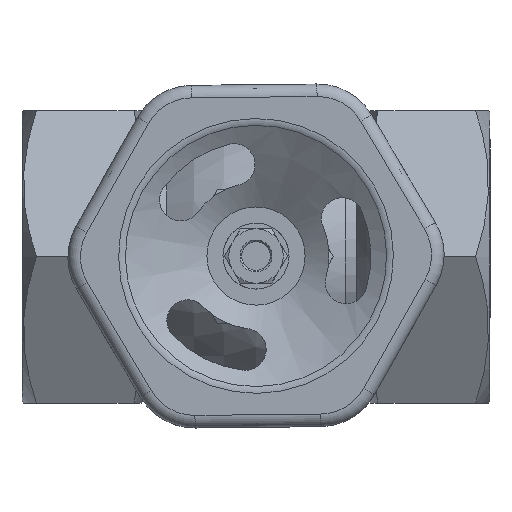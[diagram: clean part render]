
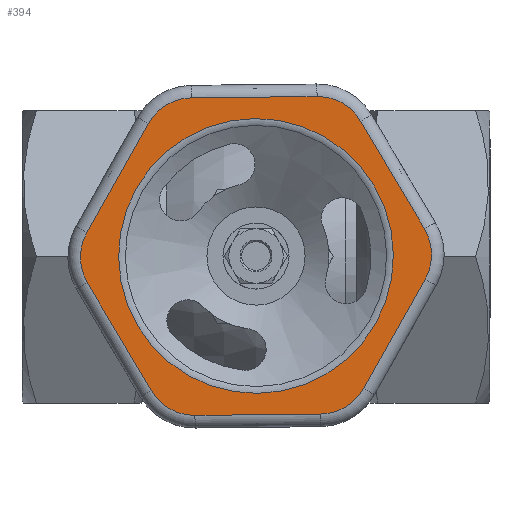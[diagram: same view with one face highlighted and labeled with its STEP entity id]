
A CAD part, top view. The second image highlights one B-rep face of the part: STEP entity #394.
In plain terms, the highlighted planar face has unit normal (0, 0, 1).
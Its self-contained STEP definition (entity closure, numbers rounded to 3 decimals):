
#394 = ADVANCED_FACE( '', ( #942, #943 ), #944, .T. );
#942 = FACE_OUTER_BOUND( '', #1722, .T. );
#943 = FACE_BOUND( '', #1723, .T. );
#944 = PLANE( '', #1724 );
#1722 = EDGE_LOOP( '', ( #3130, #3131, #3132, #3133, #3134, #3135, #3136, #3137, #3138, #3139, #3140, #3141 ) );
#1723 = EDGE_LOOP( '', ( #3142 ) );
#1724 = AXIS2_PLACEMENT_3D( '', #3143, #3144, #3145 );
#3130 = ORIENTED_EDGE( '', *, *, #4647, .T. );
#3131 = ORIENTED_EDGE( '', *, *, #4608, .T. );
#3132 = ORIENTED_EDGE( '', *, *, #4648, .T. );
#3133 = ORIENTED_EDGE( '', *, *, #4649, .T. );
#3134 = ORIENTED_EDGE( '', *, *, #4484, .T. );
#3135 = ORIENTED_EDGE( '', *, *, #4650, .T. );
#3136 = ORIENTED_EDGE( '', *, *, #4624, .T. );
#3137 = ORIENTED_EDGE( '', *, *, #4651, .T. );
#3138 = ORIENTED_EDGE( '', *, *, #4652, .T. );
#3139 = ORIENTED_EDGE( '', *, *, #4653, .T. );
#3140 = ORIENTED_EDGE( '', *, *, #4654, .T. );
#3141 = ORIENTED_EDGE( '', *, *, #4655, .T. );
#3142 = ORIENTED_EDGE( '', *, *, #4526, .T. );
#3143 = CARTESIAN_POINT( '', ( -24.105, 40.747, 131.566 ) );
#3144 = DIRECTION( '', ( 0., 0., 1. ) );
#3145 = DIRECTION( '', ( 1., 0., 0. ) );
#4484 = EDGE_CURVE( '', #5318, #5316, #5319, .T. );
#4526 = EDGE_CURVE( '', #5391, #5391, #5392, .T. );
#4608 = EDGE_CURVE( '', #5511, #5516, #5518, .T. );
#4624 = EDGE_CURVE( '', #5541, #5539, #5542, .T. );
#4647 = EDGE_CURVE( '', #5572, #5511, #5573, .T. );
#4648 = EDGE_CURVE( '', #5516, #5574, #5575, .T. );
#4649 = EDGE_CURVE( '', #5574, #5318, #5576, .T. );
#4650 = EDGE_CURVE( '', #5316, #5541, #5577, .T. );
#4651 = EDGE_CURVE( '', #5539, #5578, #5579, .T. );
#4652 = EDGE_CURVE( '', #5578, #5580, #5581, .T. );
#4653 = EDGE_CURVE( '', #5580, #5582, #5583, .T. );
#4654 = EDGE_CURVE( '', #5582, #5584, #5585, .T. );
#4655 = EDGE_CURVE( '', #5584, #5572, #5586, .T. );
#5316 = VERTEX_POINT( '', #7014 );
#5318 = VERTEX_POINT( '', #7016 );
#5319 = LINE( '', #7017, #7018 );
#5391 = VERTEX_POINT( '', #7168 );
#5392 = CIRCLE( '', #7169, 32.88 );
#5511 = VERTEX_POINT( '', #7454 );
#5516 = VERTEX_POINT( '', #7459 );
#5518 = CIRCLE( '', #7461, 12. );
#5539 = VERTEX_POINT( '', #7500 );
#5541 = VERTEX_POINT( '', #7502 );
#5542 = LINE( '', #7503, #7504 );
#5572 = VERTEX_POINT( '', #7577 );
#5573 = LINE( '', #7578, #7579 );
#5574 = VERTEX_POINT( '', #7580 );
#5575 = LINE( '', #7581, #7582 );
#5576 = CIRCLE( '', #7583, 12. );
#5577 = CIRCLE( '', #7584, 12. );
#5578 = VERTEX_POINT( '', #7585 );
#5579 = CIRCLE( '', #7586, 12. );
#5580 = VERTEX_POINT( '', #7587 );
#5581 = LINE( '', #7588, #7589 );
#5582 = VERTEX_POINT( '', #7590 );
#5583 = CIRCLE( '', #7591, 12. );
#5584 = VERTEX_POINT( '', #7592 );
#5585 = LINE( '', #7593, #7594 );
#5586 = CIRCLE( '', #7595, 12. );
#7014 = CARTESIAN_POINT( '', ( 40.476, -5.571, 131.566 ) );
#7016 = CARTESIAN_POINT( '', ( 25.741, -31.729, 131.566 ) );
#7017 = CARTESIAN_POINT( '', ( 40.476, -5.571, 131.566 ) );
#7018 = VECTOR( '', #8894, 1000. );
#7168 = CARTESIAN_POINT( '', ( 28.299, 16.741, 131.566 ) );
#7169 = AXIS2_PLACEMENT_3D( '', #8929, #8930, #8931 );
#7454 = CARTESIAN_POINT( '', ( -25.063, -32.268, 131.566 ) );
#7459 = CARTESIAN_POINT( '', ( -14.607, -38.157, 131.566 ) );
#7461 = AXIS2_PLACEMENT_3D( '', #9068, #9069, #9070 );
#7500 = CARTESIAN_POINT( '', ( 25.063, 32.268, 131.566 ) );
#7502 = CARTESIAN_POINT( '', ( 40.349, 6.428, 131.566 ) );
#7503 = CARTESIAN_POINT( '', ( 25.063, 32.268, 131.566 ) );
#7504 = VECTOR( '', #9084, 1000. );
#7577 = CARTESIAN_POINT( '', ( -40.349, -6.428, 131.566 ) );
#7578 = CARTESIAN_POINT( '', ( -25.063, -32.268, 131.566 ) );
#7579 = VECTOR( '', #9107, 1000. );
#7580 = CARTESIAN_POINT( '', ( 15.413, -37.839, 131.566 ) );
#7581 = CARTESIAN_POINT( '', ( 15.413, -37.839, 131.566 ) );
#7582 = VECTOR( '', #9108, 1000. );
#7583 = AXIS2_PLACEMENT_3D( '', #9109, #9110, #9111 );
#7584 = AXIS2_PLACEMENT_3D( '', #9112, #9113, #9114 );
#7585 = CARTESIAN_POINT( '', ( 14.607, 38.157, 131.566 ) );
#7586 = AXIS2_PLACEMENT_3D( '', #9115, #9116, #9117 );
#7587 = CARTESIAN_POINT( '', ( -15.413, 37.839, 131.566 ) );
#7588 = CARTESIAN_POINT( '', ( -15.413, 37.839, 131.566 ) );
#7589 = VECTOR( '', #9118, 1000. );
#7590 = CARTESIAN_POINT( '', ( -25.741, 31.729, 131.566 ) );
#7591 = AXIS2_PLACEMENT_3D( '', #9119, #9120, #9121 );
#7592 = CARTESIAN_POINT( '', ( -40.476, 5.571, 131.566 ) );
#7593 = CARTESIAN_POINT( '', ( -40.476, 5.571, 131.566 ) );
#7594 = VECTOR( '', #9122, 1000. );
#7595 = AXIS2_PLACEMENT_3D( '', #9123, #9124, #9125 );
#8894 = DIRECTION( '', ( 0.491, 0.871, 0. ) );
#8929 = CARTESIAN_POINT( '', ( 0., 0., 131.566 ) );
#8930 = DIRECTION( '', ( 0., 0., -1. ) );
#8931 = DIRECTION( '', ( 0.861, 0.509, 0. ) );
#9068 = CARTESIAN_POINT( '', ( -14.734, -26.158, 131.566 ) );
#9069 = DIRECTION( '', ( 0., 0., 1. ) );
#9070 = DIRECTION( '', ( 0.861, 0.509, 0. ) );
#9084 = DIRECTION( '', ( -0.509, 0.861, 0. ) );
#9107 = DIRECTION( '', ( 0.509, -0.861, 0. ) );
#9108 = DIRECTION( '', ( 1., 0.011, 0. ) );
#9109 = CARTESIAN_POINT( '', ( 15.286, -25.839, 131.566 ) );
#9110 = DIRECTION( '', ( 0., 0., 1. ) );
#9111 = DIRECTION( '', ( 0.861, 0.509, 0. ) );
#9112 = CARTESIAN_POINT( '', ( 30.021, 0.318, 131.566 ) );
#9113 = DIRECTION( '', ( 0., 0., 1. ) );
#9114 = DIRECTION( '', ( 0.861, 0.509, 0. ) );
#9115 = CARTESIAN_POINT( '', ( 14.734, 26.158, 131.566 ) );
#9116 = DIRECTION( '', ( 0., 0., 1. ) );
#9117 = DIRECTION( '', ( 0.861, 0.509, 0. ) );
#9118 = DIRECTION( '', ( -1., -0.011, 0. ) );
#9119 = CARTESIAN_POINT( '', ( -15.286, 25.839, 131.566 ) );
#9120 = DIRECTION( '', ( 0., 0., 1. ) );
#9121 = DIRECTION( '', ( 0.861, 0.509, 0. ) );
#9122 = DIRECTION( '', ( -0.491, -0.871, 0. ) );
#9123 = CARTESIAN_POINT( '', ( -30.021, -0.318, 131.566 ) );
#9124 = DIRECTION( '', ( 0., 0., 1. ) );
#9125 = DIRECTION( '', ( 0.861, 0.509, 0. ) );
